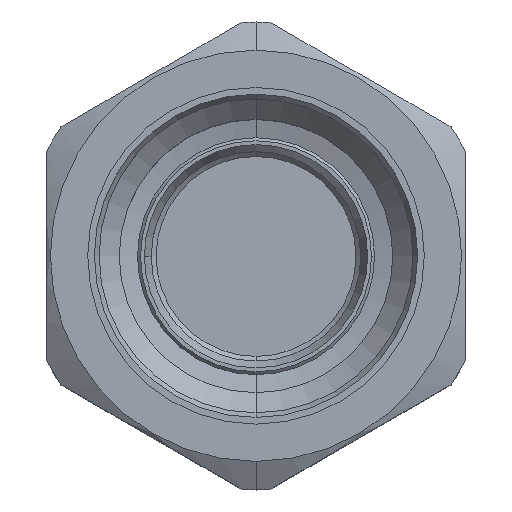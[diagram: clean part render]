
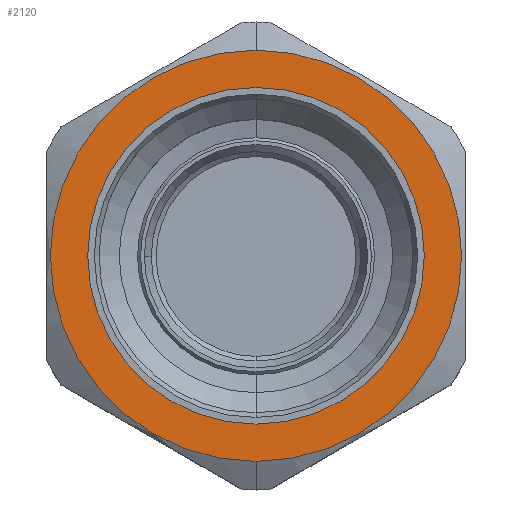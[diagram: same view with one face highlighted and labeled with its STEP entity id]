
A CAD part, top view. The second image highlights one B-rep face of the part: STEP entity #2120.
In plain terms, the highlighted planar face has unit normal (0, 0, 1).
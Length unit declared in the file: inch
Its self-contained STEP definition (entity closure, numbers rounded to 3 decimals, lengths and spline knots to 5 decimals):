
#198=CARTESIAN_POINT('',(0.,0.,2.313));
#199=DIRECTION('',(0.,0.,1.));
#200=DIRECTION('',(0.,-1.,0.));
#201=AXIS2_PLACEMENT_3D('',#198,#199,#200);
#203=CARTESIAN_POINT('',(0.,0.,2.313));
#204=DIRECTION('',(0.,0.,1.));
#205=DIRECTION('',(0.,1.,0.));
#206=AXIS2_PLACEMENT_3D('',#203,#204,#205);
#208=CARTESIAN_POINT('',(0.,0.,2.313));
#209=DIRECTION('',(0.,0.,1.));
#210=DIRECTION('',(0.,-1.,0.));
#211=AXIS2_PLACEMENT_3D('',#208,#209,#210);
#213=CARTESIAN_POINT('',(0.,0.,2.313));
#214=DIRECTION('',(0.,0.,1.));
#215=DIRECTION('',(0.,1.,0.));
#216=AXIS2_PLACEMENT_3D('',#213,#214,#215);
#1583=CARTESIAN_POINT('',(0.,-0.43,2.313));
#1584=CARTESIAN_POINT('',(0.,0.43,2.313));
#1585=VERTEX_POINT('',#1583);
#1586=VERTEX_POINT('',#1584);
#1671=CARTESIAN_POINT('',(0.,-0.352,2.313));
#1672=CARTESIAN_POINT('',(0.,0.352,2.313));
#1673=VERTEX_POINT('',#1671);
#1674=VERTEX_POINT('',#1672);
#2104=CARTESIAN_POINT('',(0.,0.,2.313));
#2105=DIRECTION('',(0.,0.,1.));
#2106=DIRECTION('',(0.,1.,0.));
#2107=AXIS2_PLACEMENT_3D('',#2104,#2105,#2106);
#2108=PLANE('',#2107);
#2110=ORIENTED_EDGE('',*,*,#2109,.F.);
#2112=ORIENTED_EDGE('',*,*,#2111,.F.);
#2113=EDGE_LOOP('',(#2110,#2112));
#2114=FACE_OUTER_BOUND('',#2113,.F.);
#2115=ORIENTED_EDGE('',*,*,#2094,.T.);
#2117=ORIENTED_EDGE('',*,*,#2116,.T.);
#2118=EDGE_LOOP('',(#2115,#2117));
#2119=FACE_BOUND('',#2118,.F.);
#2120=ADVANCED_FACE('',(#2114,#2119),#2108,.T.);
#202=CIRCLE('',#201,0.43);
#207=CIRCLE('',#206,0.43);
#212=CIRCLE('',#211,0.352);
#217=CIRCLE('',#216,0.352);
#2094=EDGE_CURVE('',#1673,#1674,#212,.T.);
#2109=EDGE_CURVE('',#1585,#1586,#202,.T.);
#2111=EDGE_CURVE('',#1586,#1585,#207,.T.);
#2116=EDGE_CURVE('',#1674,#1673,#217,.T.);
